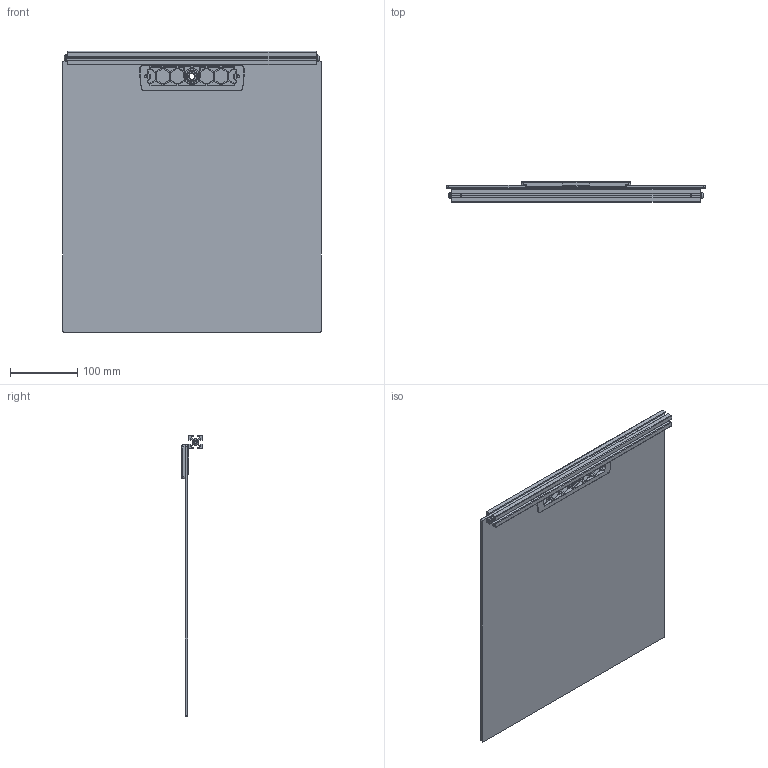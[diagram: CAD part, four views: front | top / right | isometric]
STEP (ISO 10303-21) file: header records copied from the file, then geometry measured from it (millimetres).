
FILE_DESCRIPTION(/* description */ (''),/* implementation_level */ '2;1');
FILE_NAME(/* name */ 'NewExhaustMod_M10 v8.step',/* time_stamp */ '2021-05-24T17:22:14+02:00',/* author */ (''),/* organization */ (''),/* preprocessor_version */ 'ST-DEVELOPER v18.1',/* originating_system */ 'Autodesk Translation Framework v10.6.0.1341',/* authorisation */ '');
FILE_SCHEMA (('AUTOMOTIVE_DESIGN { 1 0 10303 214 3 1 1 }'));
Length unit declared in the file: millimetre
Products named in the file (7): NewExhaustMod_M10; Rear Panel v1; HFSB5-2020-370-TPW; M5x16 BHCS; Exhast Filter Housing v12; Exhast Grill; Component26
Assembly tree (7 placements, depth 3):
  NewExhaustMod_M10
    Rear Panel v1
    HFSB5-2020-370-TPW
      M5x16 BHCS  x2
    Exhast Filter Housing v12
      Exhast Grill
    Component26
Bounding box: 384 x 30.42 x 418.25 mm (x, y, z)
Volume: 703187.6 mm3; surface area: 408293.6 mm2
Topology: 19 solids, 19 shells, 678 faces, 1781 edges, 1163 vertices
Faces by surface type: plane 435, cylinder 169, bspline 48, cone 24, sphere 2
Full cylindrical faces by diameter (mm): 3.4 x2, 4.2 x1, 4.234 x2, 4.7 x2, 5 x2, 5.12 x2, 9.036 x8, 9.5 x2, 10.147 x8, 16 x1
Entity records: 29118 total; most frequent: CARTESIAN_POINT 12618, ORIENTED_EDGE 3478, DIRECTION 3186, EDGE_CURVE 1739, LINE 1268, VECTOR 1268, VERTEX_POINT 1138, AXIS2_PLACEMENT_3D 959
